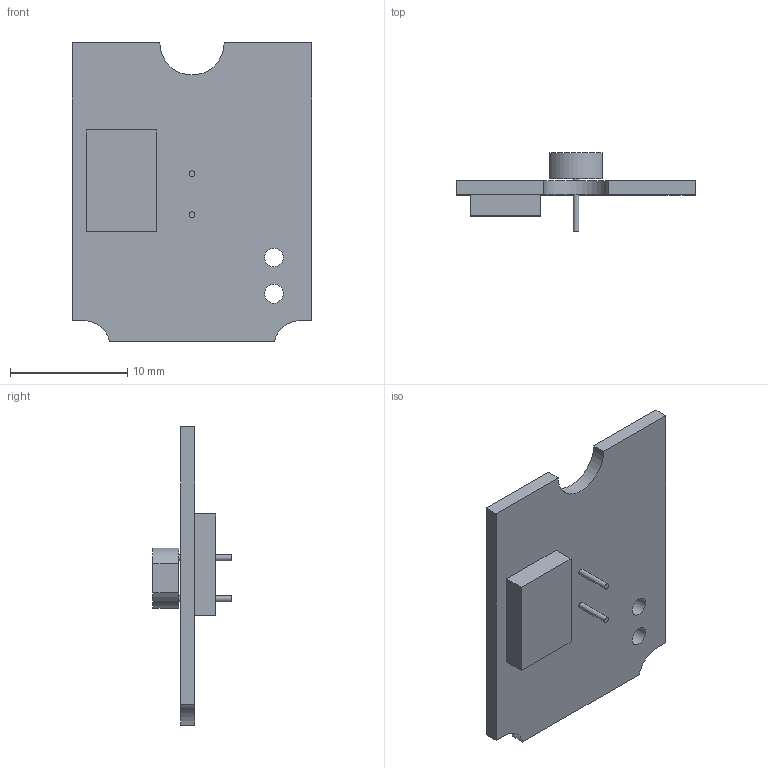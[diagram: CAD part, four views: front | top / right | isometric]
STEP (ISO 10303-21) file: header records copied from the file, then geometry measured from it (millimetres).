
FILE_DESCRIPTION(/* description */ (''),/* implementation_level */ '2;1');
FILE_NAME(/* name */ 'PCB.ipt.step',/* time_stamp */ '2020-04-16T23:16:32-04:00',/* author */ ('Jordan'),/* organization */ (''),/* preprocessor_version */ 'ST-DEVELOPER v17',/* originating_system */ 'Autodesk Inventor 2019',/* authorisation */ '');
FILE_SCHEMA (('AUTOMOTIVE_DESIGN { 1 0 10303 214 3 1 1 }'));
Length unit declared in the file: inch
Products named in the file (1): PCB
Bounding box: 20.5 x 6.7 x 25.5 mm (x, y, z)
Volume: 735.8 mm3; surface area: 1256.4 mm2
Topology: 1 solids, 1 shells, 31 faces, 84 edges, 60 vertices
Faces by surface type: plane 20, cylinder 11
Full cylindrical faces by diameter (mm): 0.5 x4, 1.6 x2
Entity records: 1061 total; most frequent: DIRECTION 182, CARTESIAN_POINT 176, ORIENTED_EDGE 168, EDGE_CURVE 84, AXIS2_PLACEMENT_3D 66, VERTEX_POINT 60, LINE 50, VECTOR 50
